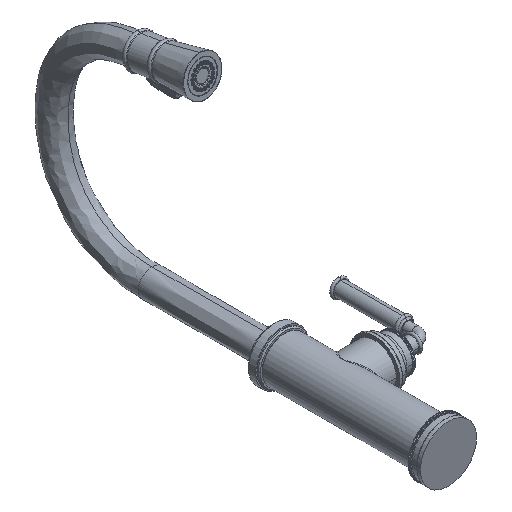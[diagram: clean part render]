
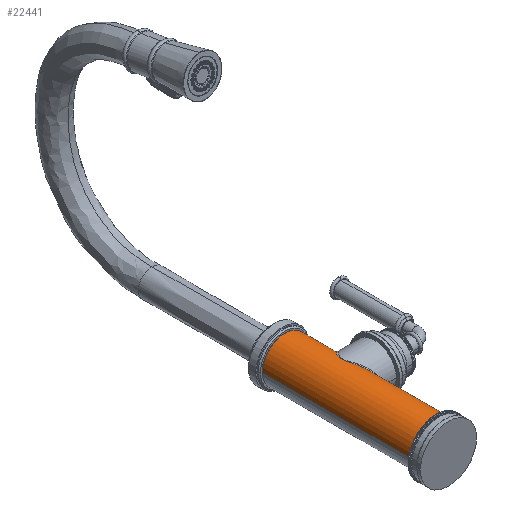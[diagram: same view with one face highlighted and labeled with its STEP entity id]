
A CAD part, isometric view. The second image highlights one B-rep face of the part: STEP entity #22441.
In plain terms, the highlighted cylindrical face has radius 24.13 mm (diameter 48.26 mm), a partial arc.
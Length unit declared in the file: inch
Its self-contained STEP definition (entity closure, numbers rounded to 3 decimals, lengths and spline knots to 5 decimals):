
#4656=CARTESIAN_POINT('',(0.,0.61,0.));
#4657=DIRECTION('',(0.,1.,0.));
#4658=DIRECTION('',(-1.,0.,0.));
#4659=AXIS2_PLACEMENT_3D('',#4656,#4657,#4658);
#4666=DIRECTION('',(0.,1.,0.));
#4667=VECTOR('',#4666,6.22);
#4668=CARTESIAN_POINT('',(-0.95,0.61,0.));
#4669=LINE('',#4668,#4667);
#4670=CARTESIAN_POINT('',(0.,6.83,0.));
#4671=DIRECTION('',(0.,-1.,0.));
#4672=DIRECTION('',(1.,0.,0.));
#4673=AXIS2_PLACEMENT_3D('',#4670,#4671,#4672);
#4675=DIRECTION('',(0.,-1.,0.));
#4676=VECTOR('',#4675,1.08);
#4677=CARTESIAN_POINT('',(0.95,6.83,0.));
#4678=LINE('',#4677,#4676);
#4679=CARTESIAN_POINT('',(0.95,5.75,
0.));
#4680=CARTESIAN_POINT('',(0.95,5.75,
0.01757));
#4681=CARTESIAN_POINT('',(0.94902,5.74886,
0.05295));
#4682=CARTESIAN_POINT('',(0.94453,5.74365,
0.10649));
#4683=CARTESIAN_POINT('',(0.93688,5.73476,
0.1605));
#4684=CARTESIAN_POINT('',(0.92594,5.72205,
0.21488));
#4685=CARTESIAN_POINT('',(0.91158,5.70532,
0.26947));
#4686=CARTESIAN_POINT('',(0.89359,5.68433,
0.32423));
#4687=CARTESIAN_POINT('',(0.87172,5.65875,
0.37923));
#4688=CARTESIAN_POINT('',(0.84565,5.62815,
0.43434));
#4689=CARTESIAN_POINT('',(0.81512,5.59216,
0.48932));
#4690=CARTESIAN_POINT('',(0.77986,5.55034,
0.54385));
#4691=CARTESIAN_POINT('',(0.73964,5.50229,
0.59747));
#4692=CARTESIAN_POINT('',(0.69435,5.44761,
0.64963));
#4693=CARTESIAN_POINT('',(0.64407,5.38602,
0.69955));
#4694=CARTESIAN_POINT('',(0.58938,5.31768,
0.74627));
#4695=CARTESIAN_POINT('',(0.53075,5.24212,
0.78891));
#4696=CARTESIAN_POINT('',(0.47746,5.17019,
0.82194));
#4697=CARTESIAN_POINT('',(0.4328,5.10621,
0.8461));
#4698=CARTESIAN_POINT('',(0.39466,5.04722,
0.86443));
#4699=CARTESIAN_POINT('',(0.36303,4.99309,
0.87808));
#4700=CARTESIAN_POINT('',(0.33776,4.9434,
0.88803));
#4701=CARTESIAN_POINT('',(0.31835,4.89787,
0.89513));
#4702=CARTESIAN_POINT('',(0.3046,4.85632,
0.89987));
#4703=CARTESIAN_POINT('',(0.29565,4.81852,
0.90283));
#4704=CARTESIAN_POINT('',(0.29068,4.78338,
0.90444));
#4705=CARTESIAN_POINT('',(0.28919,4.74955,
0.90491));
#4706=CARTESIAN_POINT('',(0.29075,4.71573,
0.90442));
#4707=CARTESIAN_POINT('',(0.29585,4.68054,
0.90277));
#4708=CARTESIAN_POINT('',(0.30487,4.64268,
0.89978));
#4709=CARTESIAN_POINT('',(0.31872,4.60123,
0.895));
#4710=CARTESIAN_POINT('',(0.33813,4.5558,
0.88789));
#4711=CARTESIAN_POINT('',(0.36348,4.50613,
0.87789));
#4712=CARTESIAN_POINT('',(0.39513,4.452,
0.86421));
#4713=CARTESIAN_POINT('',(0.43321,4.39318,
0.84589));
#4714=CARTESIAN_POINT('',(0.47804,4.32901,
0.8216));
#4715=CARTESIAN_POINT('',(0.53113,4.25739,
0.78864));
#4716=CARTESIAN_POINT('',(0.58933,4.18238,
0.7463));
#4717=CARTESIAN_POINT('',(0.64408,4.11396,
0.69954));
#4718=CARTESIAN_POINT('',(0.69435,4.05239,
0.64962));
#4719=CARTESIAN_POINT('',(0.73964,3.99771,
0.59747));
#4720=CARTESIAN_POINT('',(0.77986,3.94965,
0.54384));
#4721=CARTESIAN_POINT('',(0.81513,3.90784,
0.48932));
#4722=CARTESIAN_POINT('',(0.84565,3.87185,
0.43433));
#4723=CARTESIAN_POINT('',(0.87172,3.84126,
0.37923));
#4724=CARTESIAN_POINT('',(0.89359,3.81567,
0.32423));
#4725=CARTESIAN_POINT('',(0.91157,3.79468,
0.26947));
#4726=CARTESIAN_POINT('',(0.92594,3.77795,
0.21488));
#4727=CARTESIAN_POINT('',(0.93688,3.76524,
0.1605));
#4728=CARTESIAN_POINT('',(0.94453,3.75635,
0.1065));
#4729=CARTESIAN_POINT('',(0.94902,3.75114,
0.05295));
#4730=CARTESIAN_POINT('',(0.95,3.75,
0.01757));
#4731=CARTESIAN_POINT('',(0.95,3.75,
0.));
#4733=DIRECTION('',(0.,-1.,0.));
#4734=VECTOR('',#4733,3.14);
#4735=CARTESIAN_POINT('',(0.95,3.75,
0.));
#4736=LINE('',#4735,#4734);
#4737=CARTESIAN_POINT('',(0.95,3.75,
0.));
#4789=CARTESIAN_POINT('',(0.95,5.75,
0.));
#14247=VERTEX_POINT('',#4737);
#14248=VERTEX_POINT('',#4789);
#14249=CARTESIAN_POINT('',(0.95,6.83,0.));
#14250=CARTESIAN_POINT('',(-0.95,6.83,0.));
#14251=VERTEX_POINT('',#14249);
#14252=VERTEX_POINT('',#14250);
#14253=CARTESIAN_POINT('',(-0.95,0.61,0.));
#14254=CARTESIAN_POINT('',(0.95,0.61,0.));
#14255=VERTEX_POINT('',#14253);
#14256=VERTEX_POINT('',#14254);
#22423=CARTESIAN_POINT('',(0.,-0.072,0.));
#22424=DIRECTION('',(0.,1.,0.));
#22425=DIRECTION('',(1.,0.,0.));
#22426=AXIS2_PLACEMENT_3D('',#22423,#22424,#22425);
#22427=CYLINDRICAL_SURFACE('',#22426,0.95);
#22428=ORIENTED_EDGE('',*,*,#22416,.F.);
#22430=ORIENTED_EDGE('',*,*,#22429,.T.);
#22432=ORIENTED_EDGE('',*,*,#22431,.F.);
#22434=ORIENTED_EDGE('',*,*,#22433,.T.);
#22436=ORIENTED_EDGE('',*,*,#22435,.T.);
#22438=ORIENTED_EDGE('',*,*,#22437,.T.);
#22439=EDGE_LOOP('',(#22428,#22430,#22432,#22434,#22436,#22438));
#22440=FACE_OUTER_BOUND('',#22439,.F.);
#22441=ADVANCED_FACE('',(#22440),#22427,.T.);
#4660=CIRCLE('',#4659,0.95);
#4674=CIRCLE('',#4673,0.95);
#4732=B_SPLINE_CURVE_WITH_KNOTS('',3,(#4679,#4680,#4681,#4682,#4683,#4684,#4685,
#4686,#4687,#4688,#4689,#4690,#4691,#4692,#4693,#4694,#4695,#4696,#4697,#4698,
#4699,#4700,#4701,#4702,#4703,#4704,#4705,#4706,#4707,#4708,#4709,#4710,#4711,
#4712,#4713,#4714,#4715,#4716,#4717,#4718,#4719,#4720,#4721,#4722,#4723,#4724,
#4725,#4726,#4727,#4728,#4729,#4730,#4731),.UNSPECIFIED.,.F.,.F.,(4,1,1,1,1,1,1,
1,1,1,1,1,1,1,1,1,1,1,1,1,1,1,1,1,1,1,1,1,1,1,1,1,1,1,1,1,1,1,1,1,1,1,1,1,1,1,1,
1,1,1,4),(0.,0.02,0.04,0.06,0.08,0.1,0.12,0.14,0.16,0.18,0.2,
0.22,0.24,0.26,0.28,0.3,0.32,0.34,0.36,0.38,0.4,0.42,
0.44,0.46,0.48,0.5,0.52,0.54,0.56,0.58,0.6,0.62,0.64,
0.66,0.68,0.7,0.72,0.74,0.76,0.78,0.8,0.82,0.84,0.86,
0.88,0.9,0.92,0.94,0.96,0.98,1.),.UNSPECIFIED.);
#22416=EDGE_CURVE('',#14255,#14256,#4660,.T.);
#22429=EDGE_CURVE('',#14255,#14252,#4669,.T.);
#22431=EDGE_CURVE('',#14251,#14252,#4674,.T.);
#22433=EDGE_CURVE('',#14251,#14248,#4678,.T.);
#22435=EDGE_CURVE('',#14248,#14247,#4732,.T.);
#22437=EDGE_CURVE('',#14247,#14256,#4736,.T.);
